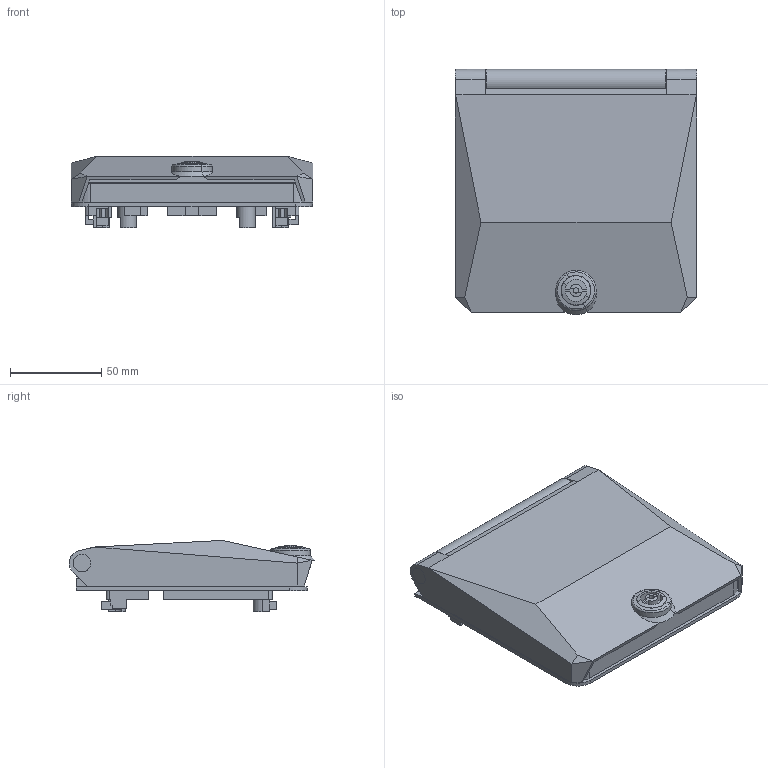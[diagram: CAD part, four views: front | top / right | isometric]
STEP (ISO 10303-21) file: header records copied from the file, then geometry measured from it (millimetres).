
FILE_DESCRIPTION(('CATIA V5 STEP Exchange','CAx-IF Rec.Pracs.--- Model Styling and Organization---1.4--- 2014-01-23'),'2;1');
FILE_NAME ('192547-1_1_2003150000_2003150000.stp','2019-10-09T14:18:14+00:00',('none'),('Weidmueller'),'CATIA Version 5-6 Release 2016 SP3 HF44','CATIA V5 STEP AP214','none');
FILE_SCHEMA(('AUTOMOTIVE_DESIGN { 1 0 10303 214 1 1 1 1 }'));
Length unit declared in the file: millimetre
Products named in the file (1): 2003150000
Bounding box: 131.8 x 134.14 x 38.94 mm (x, y, z)
Volume: 158785.9 mm3; surface area: 87002.7 mm2
Topology: 13 solids, 13 shells, 536 faces, 1449 edges, 957 vertices
Faces by surface type: plane 374, cylinder 144, sphere 12, cone 4, torus 2
Entity records: 16508 total; most frequent: CARTESIAN_POINT 3653, ORIENTED_EDGE 2898, DIRECTION 2117, EDGE_CURVE 1449, VECTOR 1034, LINE 1034, VERTEX_POINT 957, AXIS2_PLACEMENT_3D 700
